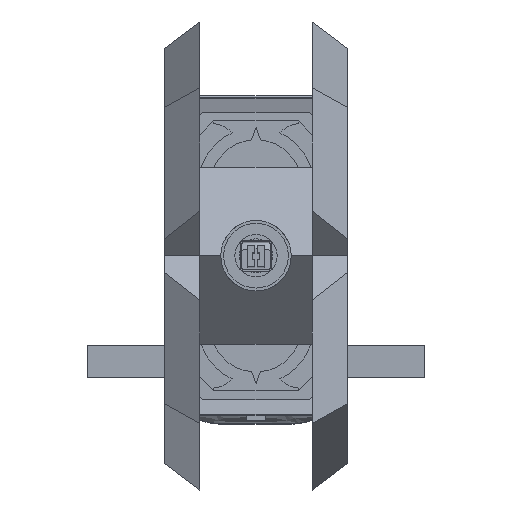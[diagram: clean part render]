
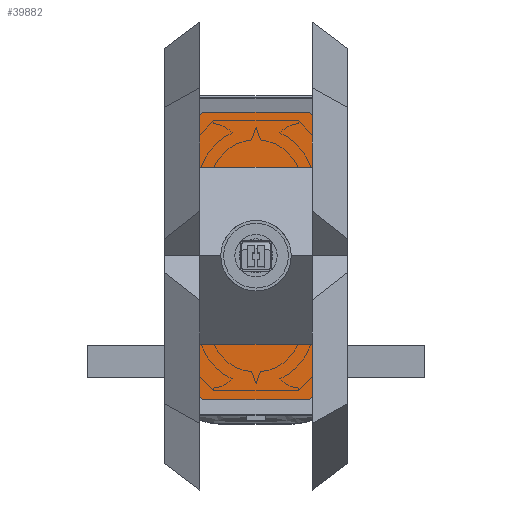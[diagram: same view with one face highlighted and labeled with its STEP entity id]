
A CAD part, top view. The second image highlights one B-rep face of the part: STEP entity #39882.
In plain terms, the highlighted planar face has unit normal (0, 0, 1).
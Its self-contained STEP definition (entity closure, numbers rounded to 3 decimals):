
#873=FACE_BOUND('',#5877,.T.);
#1909=CIRCLE('',#42841,2.);
#1910=CIRCLE('',#42844,2.);
#1912=CIRCLE('',#42896,10.);
#1923=CIRCLE('',#42976,10.);
#1935=CIRCLE('',#43137,2.);
#1936=CIRCLE('',#43138,2.);
#3553=FACE_OUTER_BOUND('',#5876,.T.);
#5876=EDGE_LOOP('',(#32021,#32022,#32023,#32024,#32025,#32026,#32027,#32028));
#5877=EDGE_LOOP('',(#32029,#32030,#32031,#32032,#32033,#32034,#32035,#32036,
#32037,#32038,#32039,#32040,#32041,#32042,#32043,#32044));
#8942=LINE('',#63135,#13430);
#8945=LINE('',#63140,#13433);
#8948=LINE('',#63148,#13436);
#8951=LINE('',#63156,#13439);
#8954=LINE('',#63162,#13442);
#8980=LINE('',#63221,#13468);
#9004=LINE('',#63269,#13492);
#9321=LINE('',#64056,#13809);
#9322=LINE('',#64059,#13810);
#9324=LINE('',#64063,#13812);
#9326=LINE('',#64066,#13814);
#9328=LINE('',#64071,#13816);
#9331=LINE('',#64075,#13819);
#9332=LINE('',#64078,#13820);
#9333=LINE('',#64080,#13821);
#9334=LINE('',#64084,#13822);
#9335=LINE('',#64088,#13823);
#9336=LINE('',#64089,#13824);
#13430=VECTOR('',#49883,10.);
#13433=VECTOR('',#49888,10.);
#13436=VECTOR('',#49897,10.);
#13439=VECTOR('',#49906,10.);
#13442=VECTOR('',#49911,10.);
#13468=VECTOR('',#49961,10.);
#13492=VECTOR('',#49999,10.);
#13809=VECTOR('',#50846,10.);
#13810=VECTOR('',#50849,10.);
#13812=VECTOR('',#50853,10.);
#13814=VECTOR('',#50857,10.);
#13816=VECTOR('',#50861,10.);
#13819=VECTOR('',#50866,10.);
#13820=VECTOR('',#50869,10.);
#13821=VECTOR('',#50870,10.);
#13822=VECTOR('',#50873,10.);
#13823=VECTOR('',#50876,10.);
#13824=VECTOR('',#50877,10.);
#17914=VERTEX_POINT('',#63132);
#17915=VERTEX_POINT('',#63134);
#17916=VERTEX_POINT('',#63138);
#17917=VERTEX_POINT('',#63142);
#17918=VERTEX_POINT('',#63146);
#17919=VERTEX_POINT('',#63150);
#17920=VERTEX_POINT('',#63154);
#17922=VERTEX_POINT('',#63160);
#17939=VERTEX_POINT('',#63218);
#17940=VERTEX_POINT('',#63220);
#17956=VERTEX_POINT('',#63266);
#17957=VERTEX_POINT('',#63268);
#17995=VERTEX_POINT('',#63410);
#18047=VERTEX_POINT('',#63646);
#18138=VERTEX_POINT('',#64054);
#18139=VERTEX_POINT('',#64058);
#18140=VERTEX_POINT('',#64062);
#18142=VERTEX_POINT('',#64070);
#18143=VERTEX_POINT('',#64077);
#18144=VERTEX_POINT('',#64079);
#18145=VERTEX_POINT('',#64081);
#18146=VERTEX_POINT('',#64083);
#18147=VERTEX_POINT('',#64085);
#18148=VERTEX_POINT('',#64087);
#22588=EDGE_CURVE('',#17915,#17914,#8942,.T.);
#22591=EDGE_CURVE('',#17914,#17916,#8945,.T.);
#22593=EDGE_CURVE('',#17916,#17917,#1909,.T.);
#22595=EDGE_CURVE('',#17917,#17918,#8948,.T.);
#22597=EDGE_CURVE('',#17918,#17919,#1910,.T.);
#22599=EDGE_CURVE('',#17919,#17920,#8951,.T.);
#22602=EDGE_CURVE('',#17920,#17922,#8954,.T.);
#22630=EDGE_CURVE('',#17940,#17939,#8980,.T.);
#22654=EDGE_CURVE('',#17957,#17956,#9004,.T.);
#22730=EDGE_CURVE('',#17995,#17915,#1912,.T.);
#22854=EDGE_CURVE('',#17922,#18047,#1923,.T.);
#23043=EDGE_CURVE('',#17939,#18138,#9321,.T.);
#23044=EDGE_CURVE('',#18139,#17940,#9322,.T.);
#23046=EDGE_CURVE('',#18140,#18139,#9324,.T.);
#23048=EDGE_CURVE('',#17956,#18140,#9326,.T.);
#23050=EDGE_CURVE('',#18142,#17957,#9328,.T.);
#23053=EDGE_CURVE('',#18138,#18142,#9331,.T.);
#23054=EDGE_CURVE('',#18047,#18143,#9332,.T.);
#23055=EDGE_CURVE('',#18143,#18144,#9333,.T.);
#23056=EDGE_CURVE('',#18144,#18145,#1935,.T.);
#23057=EDGE_CURVE('',#18145,#18146,#9334,.T.);
#23058=EDGE_CURVE('',#18146,#18147,#1936,.T.);
#23059=EDGE_CURVE('',#18147,#18148,#9335,.T.);
#23060=EDGE_CURVE('',#18148,#17995,#9336,.T.);
#32021=ORIENTED_EDGE('',*,*,#23053,.T.);
#32022=ORIENTED_EDGE('',*,*,#23050,.T.);
#32023=ORIENTED_EDGE('',*,*,#22654,.T.);
#32024=ORIENTED_EDGE('',*,*,#23048,.T.);
#32025=ORIENTED_EDGE('',*,*,#23046,.T.);
#32026=ORIENTED_EDGE('',*,*,#23044,.T.);
#32027=ORIENTED_EDGE('',*,*,#22630,.T.);
#32028=ORIENTED_EDGE('',*,*,#23043,.T.);
#32029=ORIENTED_EDGE('',*,*,#22730,.T.);
#32030=ORIENTED_EDGE('',*,*,#22588,.T.);
#32031=ORIENTED_EDGE('',*,*,#22591,.T.);
#32032=ORIENTED_EDGE('',*,*,#22593,.T.);
#32033=ORIENTED_EDGE('',*,*,#22595,.T.);
#32034=ORIENTED_EDGE('',*,*,#22597,.T.);
#32035=ORIENTED_EDGE('',*,*,#22599,.T.);
#32036=ORIENTED_EDGE('',*,*,#22602,.T.);
#32037=ORIENTED_EDGE('',*,*,#22854,.T.);
#32038=ORIENTED_EDGE('',*,*,#23054,.T.);
#32039=ORIENTED_EDGE('',*,*,#23055,.T.);
#32040=ORIENTED_EDGE('',*,*,#23056,.T.);
#32041=ORIENTED_EDGE('',*,*,#23057,.T.);
#32042=ORIENTED_EDGE('',*,*,#23058,.T.);
#32043=ORIENTED_EDGE('',*,*,#23059,.T.);
#32044=ORIENTED_EDGE('',*,*,#23060,.T.);
#37850=PLANE('',#43136);
#39882=ADVANCED_FACE('',(#3553,#873),#37850,.T.);
#42841=AXIS2_PLACEMENT_3D('',#63144,#49892,#49893);
#42844=AXIS2_PLACEMENT_3D('',#63152,#49901,#49902);
#42896=AXIS2_PLACEMENT_3D('',#63411,#50133,#50134);
#42976=AXIS2_PLACEMENT_3D('',#63648,#50398,#50399);
#43136=AXIS2_PLACEMENT_3D('',#64076,#50867,#50868);
#43137=AXIS2_PLACEMENT_3D('',#64082,#50871,#50872);
#43138=AXIS2_PLACEMENT_3D('',#64086,#50874,#50875);
#49883=DIRECTION('',(-1.,0.,0.));
#49888=DIRECTION('',(0.,-1.,0.));
#49892=DIRECTION('center_axis',(0.,0.,-1.));
#49893=DIRECTION('ref_axis',(0.,-1.,0.));
#49897=DIRECTION('',(-1.,0.,0.));
#49901=DIRECTION('center_axis',(0.,0.,-1.));
#49902=DIRECTION('ref_axis',(-1.,0.,0.));
#49906=DIRECTION('',(0.,1.,0.));
#49911=DIRECTION('',(-1.,0.,0.));
#49961=DIRECTION('',(0.,1.,0.));
#49999=DIRECTION('',(0.,-1.,0.));
#50133=DIRECTION('center_axis',(0.,0.,-1.));
#50134=DIRECTION('ref_axis',(0.8,-0.6,0.));
#50398=DIRECTION('center_axis',(0.,0.,-1.));
#50399=DIRECTION('ref_axis',(-0.8,0.6,0.));
#50846=DIRECTION('',(-0.707,0.707,0.));
#50849=DIRECTION('',(0.707,0.707,0.));
#50853=DIRECTION('',(1.,0.,0.));
#50857=DIRECTION('',(0.707,-0.707,0.));
#50861=DIRECTION('',(-0.707,-0.707,0.));
#50866=DIRECTION('',(-1.,0.,0.));
#50867=DIRECTION('center_axis',(0.,0.,1.));
#50868=DIRECTION('ref_axis',(1.,0.,0.));
#50869=DIRECTION('',(1.,0.,0.));
#50870=DIRECTION('',(0.,1.,0.));
#50871=DIRECTION('center_axis',(0.,0.,-1.));
#50872=DIRECTION('ref_axis',(0.,1.,0.));
#50873=DIRECTION('',(1.,0.,0.));
#50874=DIRECTION('center_axis',(0.,0.,-1.));
#50875=DIRECTION('ref_axis',(1.,0.,0.));
#50876=DIRECTION('',(0.,-1.,0.));
#50877=DIRECTION('',(1.,0.,0.));
#63132=CARTESIAN_POINT('',(11.,-6.,463.));
#63134=CARTESIAN_POINT('',(14.,-6.,463.));
#63135=CARTESIAN_POINT('',(14.,-6.,463.));
#63138=CARTESIAN_POINT('',(11.,-9.,463.));
#63140=CARTESIAN_POINT('',(11.,-6.,463.));
#63142=CARTESIAN_POINT('',(9.,-11.,463.));
#63144=CARTESIAN_POINT('Origin',(9.,-9.,463.));
#63146=CARTESIAN_POINT('',(-9.,-11.,463.));
#63148=CARTESIAN_POINT('',(9.,-11.,463.));
#63150=CARTESIAN_POINT('',(-11.,-9.,463.));
#63152=CARTESIAN_POINT('Origin',(-9.,-9.,463.));
#63154=CARTESIAN_POINT('',(-11.,-6.,463.));
#63156=CARTESIAN_POINT('',(-11.,-9.,463.));
#63160=CARTESIAN_POINT('',(-14.,-6.,463.));
#63162=CARTESIAN_POINT('',(-11.,-6.,463.));
#63218=CARTESIAN_POINT('',(50.,90.,463.));
#63220=CARTESIAN_POINT('',(50.,-90.,463.));
#63221=CARTESIAN_POINT('',(50.,90.,463.));
#63266=CARTESIAN_POINT('',(-50.,-90.,463.));
#63268=CARTESIAN_POINT('',(-50.,90.,463.));
#63269=CARTESIAN_POINT('',(-50.,-90.,463.));
#63410=CARTESIAN_POINT('',(14.,6.,463.));
#63411=CARTESIAN_POINT('Origin',(6.,0.,
463.));
#63646=CARTESIAN_POINT('',(-14.,6.,463.));
#63648=CARTESIAN_POINT('Origin',(-6.,0.,
463.));
#64054=CARTESIAN_POINT('',(38.,102.,463.));
#64056=CARTESIAN_POINT('',(38.,102.,463.));
#64058=CARTESIAN_POINT('',(38.,-102.,463.));
#64059=CARTESIAN_POINT('',(50.,-90.,463.));
#64062=CARTESIAN_POINT('',(-38.,-102.,463.));
#64063=CARTESIAN_POINT('',(38.,-102.,463.));
#64066=CARTESIAN_POINT('',(-38.,-102.,463.));
#64070=CARTESIAN_POINT('',(-38.,102.,463.));
#64071=CARTESIAN_POINT('',(-50.,90.,463.));
#64075=CARTESIAN_POINT('',(38.,102.,463.));
#64076=CARTESIAN_POINT('Origin',(0.,0.,463.));
#64077=CARTESIAN_POINT('',(-11.,6.,463.));
#64078=CARTESIAN_POINT('',(-14.,6.,463.));
#64079=CARTESIAN_POINT('',(-11.,9.,463.));
#64080=CARTESIAN_POINT('',(-11.,6.,463.));
#64081=CARTESIAN_POINT('',(-9.,11.,463.));
#64082=CARTESIAN_POINT('Origin',(-9.,9.,463.));
#64083=CARTESIAN_POINT('',(9.,11.,463.));
#64084=CARTESIAN_POINT('',(-9.,11.,463.));
#64085=CARTESIAN_POINT('',(11.,9.,463.));
#64086=CARTESIAN_POINT('Origin',(9.,9.,463.));
#64087=CARTESIAN_POINT('',(11.,6.,463.));
#64088=CARTESIAN_POINT('',(11.,9.,463.));
#64089=CARTESIAN_POINT('',(11.,6.,463.));
